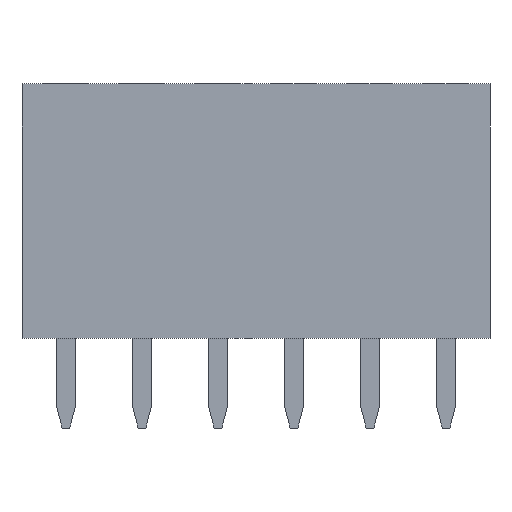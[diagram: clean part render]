
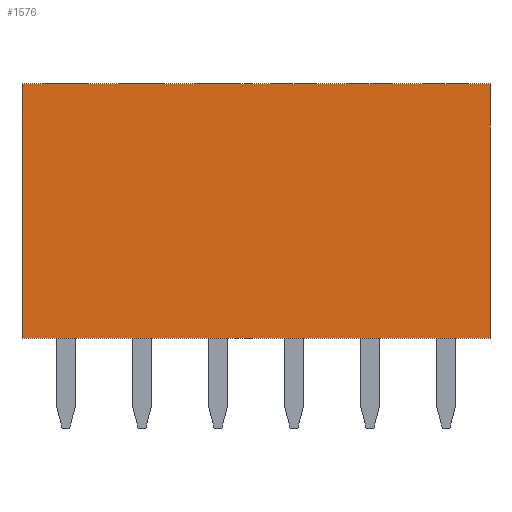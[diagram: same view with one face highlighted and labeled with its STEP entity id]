
A CAD part, front view. The second image highlights one B-rep face of the part: STEP entity #1576.
In plain terms, the highlighted planar face has unit normal (0, -1, 0).
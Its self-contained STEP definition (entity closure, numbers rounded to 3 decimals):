
#301 = DIRECTION ( 'NONE',  ( 0., 1., 0. ) ) ;
#380 = ORIENTED_EDGE ( 'NONE', *, *, #2791, .T. ) ;
#631 = VECTOR ( 'NONE', #757, 1000. ) ;
#713 = VERTEX_POINT ( 'NONE', #5326 ) ;
#757 = DIRECTION ( 'NONE',  ( 0., 0., -1. ) ) ;
#852 = LINE ( 'NONE', #1199, #5454 ) ;
#1108 = ORIENTED_EDGE ( 'NONE', *, *, #2843, .F. ) ;
#1199 = CARTESIAN_POINT ( 'NONE',  ( 0., 0., 0. ) ) ;
#1217 = CARTESIAN_POINT ( 'NONE',  ( 15.64, 0., 8.5 ) ) ;
#1467 = AXIS2_PLACEMENT_3D ( 'NONE', #1665, #301, #3459 ) ;
#1576 = ADVANCED_FACE ( 'NONE', ( #2434 ), #5667, .F. ) ;
#1630 = LINE ( 'NONE', #4801, #4011 ) ;
#1651 = CARTESIAN_POINT ( 'NONE',  ( 0., 0., 8.5 ) ) ;
#1665 = CARTESIAN_POINT ( 'NONE',  ( 0., 0., 8.5 ) ) ;
#1738 = CARTESIAN_POINT ( 'NONE',  ( 0., 0., 8.5 ) ) ;
#1909 = VECTOR ( 'NONE', #4343, 1000. ) ;
#2131 = LINE ( 'NONE', #1651, #631 ) ;
#2434 = FACE_OUTER_BOUND ( 'NONE', #4046, .T. ) ;
#2593 = EDGE_CURVE ( 'NONE', #3825, #713, #2131, .T. ) ;
#2622 = VERTEX_POINT ( 'NONE', #3469 ) ;
#2791 = EDGE_CURVE ( 'NONE', #713, #3101, #852, .T. ) ;
#2803 = EDGE_CURVE ( 'NONE', #2622, #3101, #5330, .T. ) ;
#2843 = EDGE_CURVE ( 'NONE', #3825, #2622, #1630, .T. ) ;
#2884 = ORIENTED_EDGE ( 'NONE', *, *, #2803, .F. ) ;
#3101 = VERTEX_POINT ( 'NONE', #3138 ) ;
#3138 = CARTESIAN_POINT ( 'NONE',  ( 15.64, 0., 0. ) ) ;
#3459 = DIRECTION ( 'NONE',  ( 0., 0., 1. ) ) ;
#3469 = CARTESIAN_POINT ( 'NONE',  ( 15.64, 0., 8.5 ) ) ;
#3493 = DIRECTION ( 'NONE',  ( 1., 0., 0. ) ) ;
#3825 = VERTEX_POINT ( 'NONE', #1738 ) ;
#4011 = VECTOR ( 'NONE', #3493, 1000. ) ;
#4046 = EDGE_LOOP ( 'NONE', ( #380, #2884, #1108, #5267 ) ) ;
#4320 = DIRECTION ( 'NONE',  ( 1., 0., 0. ) ) ;
#4343 = DIRECTION ( 'NONE',  ( 0., 0., -1. ) ) ;
#4801 = CARTESIAN_POINT ( 'NONE',  ( 0., 0., 8.5 ) ) ;
#5267 = ORIENTED_EDGE ( 'NONE', *, *, #2593, .T. ) ;
#5326 = CARTESIAN_POINT ( 'NONE',  ( 0., 0., 0. ) ) ;
#5330 = LINE ( 'NONE', #1217, #1909 ) ;
#5454 = VECTOR ( 'NONE', #4320, 1000. ) ;
#5667 = PLANE ( 'NONE',  #1467 ) ;
